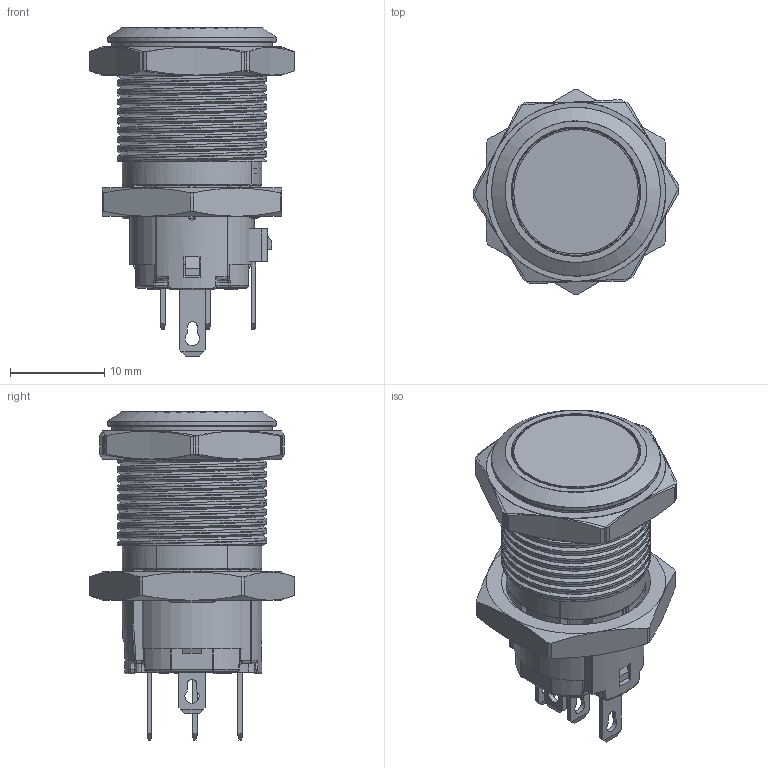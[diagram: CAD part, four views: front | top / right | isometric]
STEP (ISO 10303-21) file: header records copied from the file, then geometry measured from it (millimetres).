
FILE_DESCRIPTION( ( 'STEP AP214' ), '1' );
FILE_NAME( 'Asm 16mm non-illu pushbutton.stp', '2014-05-12T08:42:37', ( ' ' ), ( ' ' ), 'XStep 1.0', ' ', ' ' );
FILE_SCHEMA( ( 'CONFIG_CONTROL_DESIGN) ( )' ) );
Length unit declared in the file: metre
Products named in the file (10): Assem1; Assem2; Assem3; Assem4; 182-M-16mm fixing nut; 182-P-16mm sa-housing; 182-M-16mm sa-front ring; 182-front rubber(16mm); R_series-M-19mm sa-front cap-full; plastic housing_12
Bounding box: 21.74 x 21.74 x 34.75 mm (x, y, z)
Volume: 14109.5 mm3; surface area: 14827.5 mm2
Topology: 18 solids, 21 shells, 1152 faces, 2881 edges, 1808 vertices
Faces by surface type: plane 600, cylinder 294, cone 80, bspline 78, torus 48, extrusion 28, sphere 24
Full cylindrical faces by diameter (mm): 13.2 x3, 13.5 x3, 14.25 x3, 14.3 x3, 14.6 x3, 14.8 x7, 15.6 x3, 17 x3, 17.9 x3
Entity records: 15948 total; most frequent: CARTESIAN_POINT 5838, ORIENTED_EDGE 2070, DIRECTION 1908, EDGE_CURVE 1035, VERTEX_POINT 669, AXIS2_PLACEMENT_3D 638, VECTOR 632, LINE 618
